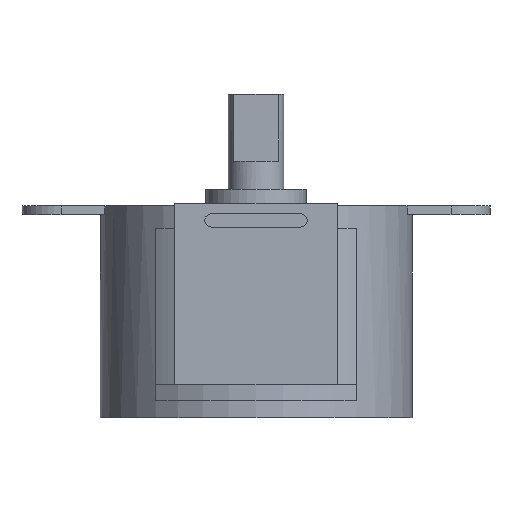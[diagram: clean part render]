
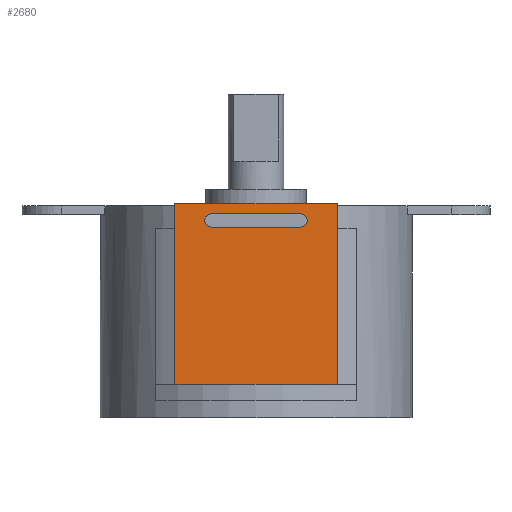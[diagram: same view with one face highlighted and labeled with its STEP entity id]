
A CAD part, front view. The second image highlights one B-rep face of the part: STEP entity #2680.
In plain terms, the highlighted planar face has unit normal (0, -1, 0).
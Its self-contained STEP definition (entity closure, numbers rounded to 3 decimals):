
#1817 = PLANE('',#1818);
#1818 = AXIS2_PLACEMENT_3D('',#1819,#1820,#1821);
#1819 = CARTESIAN_POINT('',(-7.3,-17.,19.2));
#1820 = DIRECTION('',(0.,0.,1.));
#1821 = DIRECTION('',(1.,0.,0.));
#1842 = VERTEX_POINT('',#1843);
#1843 = CARTESIAN_POINT('',(-7.3,-17.,19.2));
#1857 = PLANE('',#1858);
#1858 = AXIS2_PLACEMENT_3D('',#1859,#1860,#1861);
#1859 = CARTESIAN_POINT('',(-7.3,-17.,3.));
#1860 = DIRECTION('',(1.,0.,0.));
#1861 = DIRECTION('',(0.,0.,1.));
#1869 = EDGE_CURVE('',#1842,#1870,#1872,.T.);
#1870 = VERTEX_POINT('',#1871);
#1871 = CARTESIAN_POINT('',(7.3,-17.,19.2));
#1872 = SURFACE_CURVE('',#1873,(#1877,#1884),.PCURVE_S1.);
#1873 = LINE('',#1874,#1875);
#1874 = CARTESIAN_POINT('',(-7.3,-17.,19.2));
#1875 = VECTOR('',#1876,1.);
#1876 = DIRECTION('',(1.,0.,0.));
#1877 = PCURVE('',#1817,#1878);
#1878 = DEFINITIONAL_REPRESENTATION('',(#1879),#1883);
#1879 = LINE('',#1880,#1881);
#1880 = CARTESIAN_POINT('',(0.,0.));
#1881 = VECTOR('',#1882,1.);
#1882 = DIRECTION('',(1.,0.));
#1883 = ( GEOMETRIC_REPRESENTATION_CONTEXT(2) 
PARAMETRIC_REPRESENTATION_CONTEXT() REPRESENTATION_CONTEXT('2D SPACE',''
  ) );
#1884 = PCURVE('',#1885,#1890);
#1885 = PLANE('',#1886);
#1886 = AXIS2_PLACEMENT_3D('',#1887,#1888,#1889);
#1887 = CARTESIAN_POINT('',(-7.3,-17.,3.));
#1888 = DIRECTION('',(0.,1.,0.));
#1889 = DIRECTION('',(0.,0.,1.));
#1890 = DEFINITIONAL_REPRESENTATION('',(#1891),#1895);
#1891 = LINE('',#1892,#1893);
#1892 = CARTESIAN_POINT('',(16.2,0.));
#1893 = VECTOR('',#1894,1.);
#1894 = DIRECTION('',(0.,1.));
#1895 = ( GEOMETRIC_REPRESENTATION_CONTEXT(2) 
PARAMETRIC_REPRESENTATION_CONTEXT() REPRESENTATION_CONTEXT('2D SPACE',''
  ) );
#1913 = PLANE('',#1914);
#1914 = AXIS2_PLACEMENT_3D('',#1915,#1916,#1917);
#1915 = CARTESIAN_POINT('',(7.3,-17.,3.));
#1916 = DIRECTION('',(1.,0.,0.));
#1917 = DIRECTION('',(0.,0.,1.));
#2584 = EDGE_CURVE('',#2585,#1870,#2587,.T.);
#2585 = VERTEX_POINT('',#2586);
#2586 = CARTESIAN_POINT('',(7.3,-17.,3.));
#2587 = SURFACE_CURVE('',#2588,(#2592,#2599),.PCURVE_S1.);
#2588 = LINE('',#2589,#2590);
#2589 = CARTESIAN_POINT('',(7.3,-17.,3.));
#2590 = VECTOR('',#2591,1.);
#2591 = DIRECTION('',(0.,0.,1.));
#2592 = PCURVE('',#1913,#2593);
#2593 = DEFINITIONAL_REPRESENTATION('',(#2594),#2598);
#2594 = LINE('',#2595,#2596);
#2595 = CARTESIAN_POINT('',(0.,0.));
#2596 = VECTOR('',#2597,1.);
#2597 = DIRECTION('',(1.,0.));
#2598 = ( GEOMETRIC_REPRESENTATION_CONTEXT(2) 
PARAMETRIC_REPRESENTATION_CONTEXT() REPRESENTATION_CONTEXT('2D SPACE',''
  ) );
#2599 = PCURVE('',#1885,#2600);
#2600 = DEFINITIONAL_REPRESENTATION('',(#2601),#2605);
#2601 = LINE('',#2602,#2603);
#2602 = CARTESIAN_POINT('',(0.,14.6));
#2603 = VECTOR('',#2604,1.);
#2604 = DIRECTION('',(1.,0.));
#2605 = ( GEOMETRIC_REPRESENTATION_CONTEXT(2) 
PARAMETRIC_REPRESENTATION_CONTEXT() REPRESENTATION_CONTEXT('2D SPACE',''
  ) );
#2623 = PLANE('',#2624);
#2624 = AXIS2_PLACEMENT_3D('',#2625,#2626,#2627);
#2625 = CARTESIAN_POINT('',(7.3,-17.,3.));
#2626 = DIRECTION('',(0.,0.,-1.));
#2627 = DIRECTION('',(-1.,0.,0.));
#2680 = ADVANCED_FACE('',(#2681,#2729),#1885,.F.);
#2681 = FACE_BOUND('',#2682,.F.);
#2682 = EDGE_LOOP('',(#2683,#2706,#2727,#2728));
#2683 = ORIENTED_EDGE('',*,*,#2684,.F.);
#2684 = EDGE_CURVE('',#2685,#2585,#2687,.T.);
#2685 = VERTEX_POINT('',#2686);
#2686 = CARTESIAN_POINT('',(-7.3,-17.,3.));
#2687 = SURFACE_CURVE('',#2688,(#2692,#2699),.PCURVE_S1.);
#2688 = LINE('',#2689,#2690);
#2689 = CARTESIAN_POINT('',(-7.3,-17.,3.));
#2690 = VECTOR('',#2691,1.);
#2691 = DIRECTION('',(1.,0.,0.));
#2692 = PCURVE('',#1885,#2693);
#2693 = DEFINITIONAL_REPRESENTATION('',(#2694),#2698);
#2694 = LINE('',#2695,#2696);
#2695 = CARTESIAN_POINT('',(0.,0.));
#2696 = VECTOR('',#2697,1.);
#2697 = DIRECTION('',(0.,1.));
#2698 = ( GEOMETRIC_REPRESENTATION_CONTEXT(2) 
PARAMETRIC_REPRESENTATION_CONTEXT() REPRESENTATION_CONTEXT('2D SPACE',''
  ) );
#2699 = PCURVE('',#2623,#2700);
#2700 = DEFINITIONAL_REPRESENTATION('',(#2701),#2705);
#2701 = LINE('',#2702,#2703);
#2702 = CARTESIAN_POINT('',(14.6,0.));
#2703 = VECTOR('',#2704,1.);
#2704 = DIRECTION('',(-1.,0.));
#2705 = ( GEOMETRIC_REPRESENTATION_CONTEXT(2) 
PARAMETRIC_REPRESENTATION_CONTEXT() REPRESENTATION_CONTEXT('2D SPACE',''
  ) );
#2706 = ORIENTED_EDGE('',*,*,#2707,.T.);
#2707 = EDGE_CURVE('',#2685,#1842,#2708,.T.);
#2708 = SURFACE_CURVE('',#2709,(#2713,#2720),.PCURVE_S1.);
#2709 = LINE('',#2710,#2711);
#2710 = CARTESIAN_POINT('',(-7.3,-17.,3.));
#2711 = VECTOR('',#2712,1.);
#2712 = DIRECTION('',(0.,0.,1.));
#2713 = PCURVE('',#1885,#2714);
#2714 = DEFINITIONAL_REPRESENTATION('',(#2715),#2719);
#2715 = LINE('',#2716,#2717);
#2716 = CARTESIAN_POINT('',(0.,0.));
#2717 = VECTOR('',#2718,1.);
#2718 = DIRECTION('',(1.,0.));
#2719 = ( GEOMETRIC_REPRESENTATION_CONTEXT(2) 
PARAMETRIC_REPRESENTATION_CONTEXT() REPRESENTATION_CONTEXT('2D SPACE',''
  ) );
#2720 = PCURVE('',#1857,#2721);
#2721 = DEFINITIONAL_REPRESENTATION('',(#2722),#2726);
#2722 = LINE('',#2723,#2724);
#2723 = CARTESIAN_POINT('',(0.,0.));
#2724 = VECTOR('',#2725,1.);
#2725 = DIRECTION('',(1.,0.));
#2726 = ( GEOMETRIC_REPRESENTATION_CONTEXT(2) 
PARAMETRIC_REPRESENTATION_CONTEXT() REPRESENTATION_CONTEXT('2D SPACE',''
  ) );
#2727 = ORIENTED_EDGE('',*,*,#1869,.T.);
#2728 = ORIENTED_EDGE('',*,*,#2584,.F.);
#2729 = FACE_BOUND('',#2730,.F.);
#2730 = EDGE_LOOP('',(#2731,#2761,#2794,#2822));
#2731 = ORIENTED_EDGE('',*,*,#2732,.T.);
#2732 = EDGE_CURVE('',#2733,#2735,#2737,.T.);
#2733 = VERTEX_POINT('',#2734);
#2734 = CARTESIAN_POINT('',(-4.,-17.,17.1));
#2735 = VERTEX_POINT('',#2736);
#2736 = CARTESIAN_POINT('',(4.,-17.,17.1));
#2737 = SURFACE_CURVE('',#2738,(#2742,#2749),.PCURVE_S1.);
#2738 = LINE('',#2739,#2740);
#2739 = CARTESIAN_POINT('',(-4.,-17.,17.1));
#2740 = VECTOR('',#2741,1.);
#2741 = DIRECTION('',(1.,0.,0.));
#2742 = PCURVE('',#1885,#2743);
#2743 = DEFINITIONAL_REPRESENTATION('',(#2744),#2748);
#2744 = LINE('',#2745,#2746);
#2745 = CARTESIAN_POINT('',(14.1,3.3));
#2746 = VECTOR('',#2747,1.);
#2747 = DIRECTION('',(0.,1.));
#2748 = ( GEOMETRIC_REPRESENTATION_CONTEXT(2) 
PARAMETRIC_REPRESENTATION_CONTEXT() REPRESENTATION_CONTEXT('2D SPACE',''
  ) );
#2749 = PCURVE('',#2750,#2755);
#2750 = PLANE('',#2751);
#2751 = AXIS2_PLACEMENT_3D('',#2752,#2753,#2754);
#2752 = CARTESIAN_POINT('',(-4.,-17.,17.1));
#2753 = DIRECTION('',(0.,0.,-1.));
#2754 = DIRECTION('',(1.,0.,0.));
#2755 = DEFINITIONAL_REPRESENTATION('',(#2756),#2760);
#2756 = LINE('',#2757,#2758);
#2757 = CARTESIAN_POINT('',(0.,0.));
#2758 = VECTOR('',#2759,1.);
#2759 = DIRECTION('',(1.,0.));
#2760 = ( GEOMETRIC_REPRESENTATION_CONTEXT(2) 
PARAMETRIC_REPRESENTATION_CONTEXT() REPRESENTATION_CONTEXT('2D SPACE',''
  ) );
#2761 = ORIENTED_EDGE('',*,*,#2762,.T.);
#2762 = EDGE_CURVE('',#2735,#2763,#2765,.T.);
#2763 = VERTEX_POINT('',#2764);
#2764 = CARTESIAN_POINT('',(4.,-17.,18.3));
#2765 = SURFACE_CURVE('',#2766,(#2771,#2782),.PCURVE_S1.);
#2766 = CIRCLE('',#2767,0.6);
#2767 = AXIS2_PLACEMENT_3D('',#2768,#2769,#2770);
#2768 = CARTESIAN_POINT('',(4.,-17.,17.7));
#2769 = DIRECTION('',(0.,-1.,0.));
#2770 = DIRECTION('',(1.,0.,0.));
#2771 = PCURVE('',#1885,#2772);
#2772 = DEFINITIONAL_REPRESENTATION('',(#2773),#2781);
#2773 = ( BOUNDED_CURVE() B_SPLINE_CURVE(2,(#2774,#2775,#2776,#2777,
#2778,#2779,#2780),.UNSPECIFIED.,.T.,.F.) B_SPLINE_CURVE_WITH_KNOTS((1,2
    ,2,2,2,1),(-2.094,0.,2.094,4.189,
6.283,8.378),.UNSPECIFIED.) CURVE() 
GEOMETRIC_REPRESENTATION_ITEM() RATIONAL_B_SPLINE_CURVE((1.,0.5,1.,0.5,
1.,0.5,1.)) REPRESENTATION_ITEM('') );
#2774 = CARTESIAN_POINT('',(14.7,11.9));
#2775 = CARTESIAN_POINT('',(15.739,11.9));
#2776 = CARTESIAN_POINT('',(15.22,11.));
#2777 = CARTESIAN_POINT('',(14.7,10.1));
#2778 = CARTESIAN_POINT('',(14.18,11.));
#2779 = CARTESIAN_POINT('',(13.661,11.9));
#2780 = CARTESIAN_POINT('',(14.7,11.9));
#2781 = ( GEOMETRIC_REPRESENTATION_CONTEXT(2) 
PARAMETRIC_REPRESENTATION_CONTEXT() REPRESENTATION_CONTEXT('2D SPACE',''
  ) );
#2782 = PCURVE('',#2783,#2788);
#2783 = CYLINDRICAL_SURFACE('',#2784,0.6);
#2784 = AXIS2_PLACEMENT_3D('',#2785,#2786,#2787);
#2785 = CARTESIAN_POINT('',(4.,-17.,17.7));
#2786 = DIRECTION('',(0.,-1.,0.));
#2787 = DIRECTION('',(1.,0.,0.));
#2788 = DEFINITIONAL_REPRESENTATION('',(#2789),#2793);
#2789 = LINE('',#2790,#2791);
#2790 = CARTESIAN_POINT('',(0.,0.));
#2791 = VECTOR('',#2792,1.);
#2792 = DIRECTION('',(1.,0.));
#2793 = ( GEOMETRIC_REPRESENTATION_CONTEXT(2) 
PARAMETRIC_REPRESENTATION_CONTEXT() REPRESENTATION_CONTEXT('2D SPACE',''
  ) );
#2794 = ORIENTED_EDGE('',*,*,#2795,.F.);
#2795 = EDGE_CURVE('',#2796,#2763,#2798,.T.);
#2796 = VERTEX_POINT('',#2797);
#2797 = CARTESIAN_POINT('',(-4.,-17.,18.3));
#2798 = SURFACE_CURVE('',#2799,(#2803,#2810),.PCURVE_S1.);
#2799 = LINE('',#2800,#2801);
#2800 = CARTESIAN_POINT('',(-4.,-17.,18.3));
#2801 = VECTOR('',#2802,1.);
#2802 = DIRECTION('',(1.,0.,0.));
#2803 = PCURVE('',#1885,#2804);
#2804 = DEFINITIONAL_REPRESENTATION('',(#2805),#2809);
#2805 = LINE('',#2806,#2807);
#2806 = CARTESIAN_POINT('',(15.3,3.3));
#2807 = VECTOR('',#2808,1.);
#2808 = DIRECTION('',(0.,1.));
#2809 = ( GEOMETRIC_REPRESENTATION_CONTEXT(2) 
PARAMETRIC_REPRESENTATION_CONTEXT() REPRESENTATION_CONTEXT('2D SPACE',''
  ) );
#2810 = PCURVE('',#2811,#2816);
#2811 = PLANE('',#2812);
#2812 = AXIS2_PLACEMENT_3D('',#2813,#2814,#2815);
#2813 = CARTESIAN_POINT('',(-4.,-17.,18.3));
#2814 = DIRECTION('',(0.,0.,-1.));
#2815 = DIRECTION('',(1.,0.,0.));
#2816 = DEFINITIONAL_REPRESENTATION('',(#2817),#2821);
#2817 = LINE('',#2818,#2819);
#2818 = CARTESIAN_POINT('',(0.,0.));
#2819 = VECTOR('',#2820,1.);
#2820 = DIRECTION('',(1.,0.));
#2821 = ( GEOMETRIC_REPRESENTATION_CONTEXT(2) 
PARAMETRIC_REPRESENTATION_CONTEXT() REPRESENTATION_CONTEXT('2D SPACE',''
  ) );
#2822 = ORIENTED_EDGE('',*,*,#2823,.T.);
#2823 = EDGE_CURVE('',#2796,#2733,#2824,.T.);
#2824 = SURFACE_CURVE('',#2825,(#2830,#2841),.PCURVE_S1.);
#2825 = CIRCLE('',#2826,0.6);
#2826 = AXIS2_PLACEMENT_3D('',#2827,#2828,#2829);
#2827 = CARTESIAN_POINT('',(-4.,-17.,17.7));
#2828 = DIRECTION('',(0.,-1.,0.));
#2829 = DIRECTION('',(1.,0.,0.));
#2830 = PCURVE('',#1885,#2831);
#2831 = DEFINITIONAL_REPRESENTATION('',(#2832),#2840);
#2832 = ( BOUNDED_CURVE() B_SPLINE_CURVE(2,(#2833,#2834,#2835,#2836,
#2837,#2838,#2839),.UNSPECIFIED.,.F.,.F.) B_SPLINE_CURVE_WITH_KNOTS((1,2
    ,2,2,2,1),(-2.094,0.,2.094,4.189,
6.283,8.378),.UNSPECIFIED.) CURVE() 
GEOMETRIC_REPRESENTATION_ITEM() RATIONAL_B_SPLINE_CURVE((1.,0.5,1.,0.5,
1.,0.5,1.)) REPRESENTATION_ITEM('') );
#2833 = CARTESIAN_POINT('',(14.7,3.9));
#2834 = CARTESIAN_POINT('',(15.739,3.9));
#2835 = CARTESIAN_POINT('',(15.22,3.));
#2836 = CARTESIAN_POINT('',(14.7,2.1));
#2837 = CARTESIAN_POINT('',(14.18,3.));
#2838 = CARTESIAN_POINT('',(13.661,3.9));
#2839 = CARTESIAN_POINT('',(14.7,3.9));
#2840 = ( GEOMETRIC_REPRESENTATION_CONTEXT(2) 
PARAMETRIC_REPRESENTATION_CONTEXT() REPRESENTATION_CONTEXT('2D SPACE',''
  ) );
#2841 = PCURVE('',#2842,#2847);
#2842 = CYLINDRICAL_SURFACE('',#2843,0.6);
#2843 = AXIS2_PLACEMENT_3D('',#2844,#2845,#2846);
#2844 = CARTESIAN_POINT('',(-4.,-17.,17.7));
#2845 = DIRECTION('',(0.,-1.,0.));
#2846 = DIRECTION('',(1.,0.,0.));
#2847 = DEFINITIONAL_REPRESENTATION('',(#2848),#2852);
#2848 = LINE('',#2849,#2850);
#2849 = CARTESIAN_POINT('',(0.,0.));
#2850 = VECTOR('',#2851,1.);
#2851 = DIRECTION('',(1.,0.));
#2852 = ( GEOMETRIC_REPRESENTATION_CONTEXT(2) 
PARAMETRIC_REPRESENTATION_CONTEXT() REPRESENTATION_CONTEXT('2D SPACE',''
  ) );
